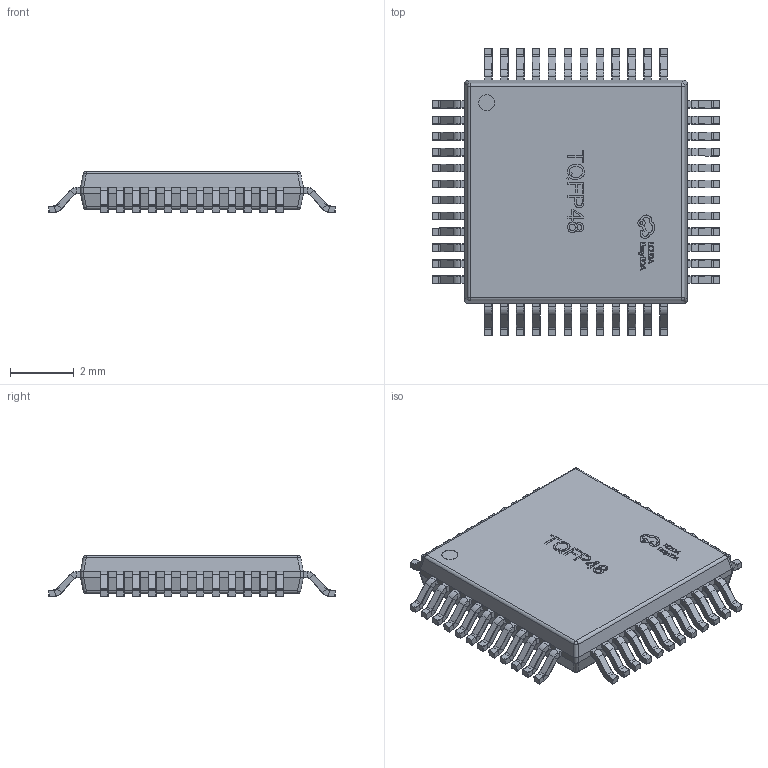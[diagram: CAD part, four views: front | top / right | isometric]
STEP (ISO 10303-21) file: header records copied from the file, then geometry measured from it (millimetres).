
FILE_DESCRIPTION (( 'STEP AP214' ), '1' );
FILE_NAME ('TQFP-48_L7.0-W7.0-H1.2-LS9.0-P0.50.step', '2022-07-09T05:27:48', ( '' ), ( '' ), 'SwSTEP 2.0', 'SolidWorks 2020', '' );
FILE_SCHEMA (( 'AUTOMOTIVE_DESIGN' ));
Length unit declared in the file: millimetre
Products named in the file (1): TQFP-48_L7.0-W7.0-H1.2-LS9.0-P0.50
Bounding box: 9.02 x 9.02 x 1.3 mm (x, y, z)
Volume: 60.2 mm3; surface area: 180.7 mm2
Topology: 49 solids, 49 shells, 2872 faces, 6216 edges, 3384 vertices
Faces by surface type: plane 1108, cylinder 982, torus 384, sphere 248, bspline 150
Entity records: 109582 total; most frequent: CARTESIAN_POINT 16415, DIRECTION 13570, ORIENTED_EDGE 12048, EDGE_CURVE 6024, AXIS2_PLACEMENT_3D 5151, VERTEX_POINT 3288, VECTOR 3268, LINE 3268
